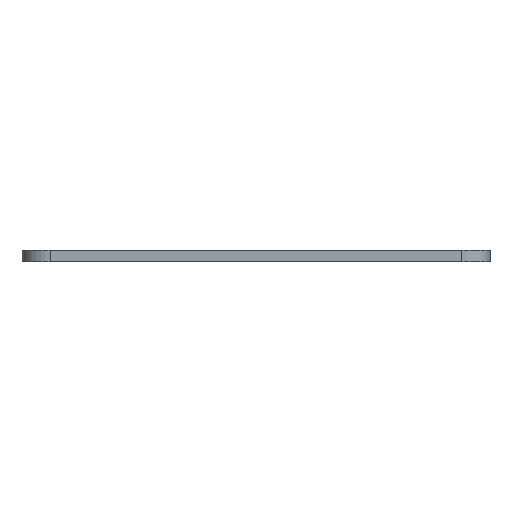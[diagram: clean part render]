
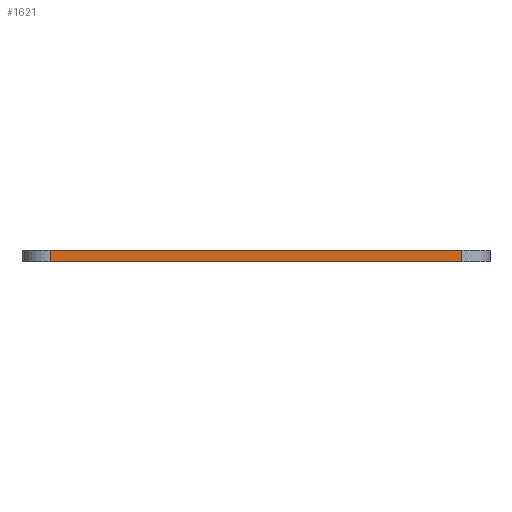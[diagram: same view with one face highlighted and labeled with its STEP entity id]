
A CAD part, front view. The second image highlights one B-rep face of the part: STEP entity #1621.
In plain terms, the highlighted planar face has unit normal (0, -1, 0).
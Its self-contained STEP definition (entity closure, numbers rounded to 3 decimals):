
#230=FACE_OUTER_BOUND('',#351,.T.);
#351=EDGE_LOOP('',(#1409,#1410,#1411,#1412));
#425=LINE('',#2442,#574);
#479=LINE('',#2611,#628);
#484=LINE('',#2637,#633);
#516=LINE('',#2730,#665);
#574=VECTOR('',#1948,10.);
#628=VECTOR('',#2096,10.);
#633=VECTOR('',#2131,10.);
#665=VECTOR('',#2231,10.);
#733=VERTEX_POINT('',#2439);
#734=VERTEX_POINT('',#2441);
#802=VERTEX_POINT('',#2609);
#808=VERTEX_POINT('',#2635);
#898=EDGE_CURVE('',#733,#734,#425,.T.);
#987=EDGE_CURVE('',#733,#802,#479,.T.);
#1000=EDGE_CURVE('',#808,#802,#484,.T.);
#1054=EDGE_CURVE('',#734,#808,#516,.T.);
#1409=ORIENTED_EDGE('',*,*,#898,.F.);
#1410=ORIENTED_EDGE('',*,*,#987,.T.);
#1411=ORIENTED_EDGE('',*,*,#1000,.F.);
#1412=ORIENTED_EDGE('',*,*,#1054,.F.);
#1562=PLANE('',#1798);
#1621=ADVANCED_FACE('',(#230),#1562,.T.);
#1798=AXIS2_PLACEMENT_3D('',#2729,#2229,#2230);
#1948=DIRECTION('',(-1.,0.,0.));
#2096=DIRECTION('',(0.,0.,1.));
#2131=DIRECTION('',(1.,0.,0.));
#2229=DIRECTION('center_axis',(0.,-1.,0.));
#2230=DIRECTION('ref_axis',(1.,0.,0.));
#2231=DIRECTION('',(0.,0.,1.));
#2439=CARTESIAN_POINT('',(36.2,-41.2,0.));
#2441=CARTESIAN_POINT('',(-36.2,-41.2,0.));
#2442=CARTESIAN_POINT('',(0.,-41.2,0.));
#2609=CARTESIAN_POINT('',(36.2,-41.2,2.));
#2611=CARTESIAN_POINT('',(36.2,-41.2,0.));
#2635=CARTESIAN_POINT('',(-36.2,-41.2,2.));
#2637=CARTESIAN_POINT('',(0.,-41.2,2.));
#2729=CARTESIAN_POINT('Origin',(-36.2,-41.2,0.));
#2730=CARTESIAN_POINT('',(-36.2,-41.2,0.));
